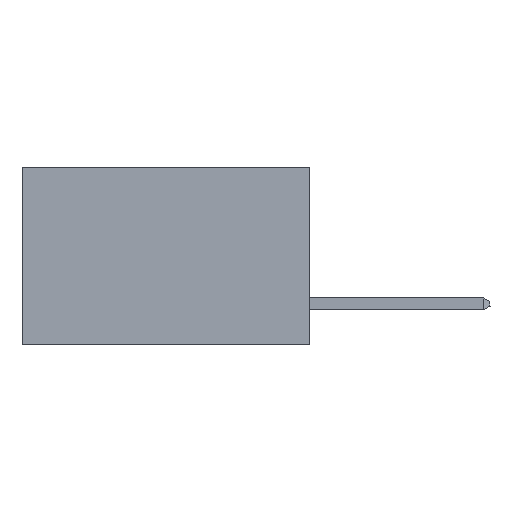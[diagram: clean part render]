
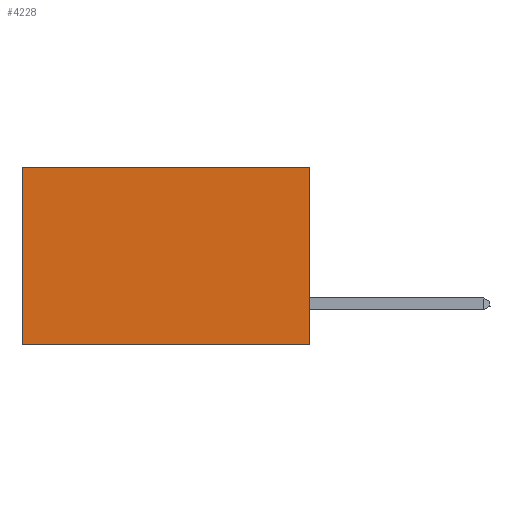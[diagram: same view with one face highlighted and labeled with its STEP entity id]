
A CAD part, left-side view. The second image highlights one B-rep face of the part: STEP entity #4228.
In plain terms, the highlighted planar face has unit normal (-1, 0, 0).
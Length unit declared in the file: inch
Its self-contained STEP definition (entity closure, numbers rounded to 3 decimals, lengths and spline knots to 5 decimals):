
#1170 = DIRECTION ( 'NONE',  ( 0., 0., -1. ) ) ;
#2765 = LINE ( 'NONE', #5533, #24262 ) ;
#2868 = CARTESIAN_POINT ( 'NONE',  ( 0.2875, 0.6, 0. ) ) ;
#3266 = LINE ( 'NONE', #2868, #7695 ) ;
#3642 = PLANE ( 'NONE',  #7333 ) ;
#3955 = VERTEX_POINT ( 'NONE', #9292 ) ;
#4228 = ADVANCED_FACE ( 'NONE', ( #28768 ), #3642, .F. ) ;
#4758 = EDGE_CURVE ( 'NONE', #3955, #13239, #3266, .T. ) ;
#5533 = CARTESIAN_POINT ( 'NONE',  ( 0.2875, 0., 0. ) ) ;
#7214 = ORIENTED_EDGE ( 'NONE', *, *, #24048, .F. ) ;
#7333 = AXIS2_PLACEMENT_3D ( 'NONE', #12167, #20935, #1170 ) ;
#7695 = VECTOR ( 'NONE', #25687, 39.37008 ) ;
#8045 = EDGE_LOOP ( 'NONE', ( #36233, #7214, #26128, #33764 ) ) ;
#9292 = CARTESIAN_POINT ( 'NONE',  ( 0.2875, 0.6, 0. ) ) ;
#9697 = VECTOR ( 'NONE', #27216, 39.37008 ) ;
#12167 = CARTESIAN_POINT ( 'NONE',  ( 0.2875, 0., 0. ) ) ;
#13239 = VERTEX_POINT ( 'NONE', #34441 ) ;
#13760 = EDGE_CURVE ( 'NONE', #15630, #20677, #2765, .T. ) ;
#14095 = LINE ( 'NONE', #17458, #9697 ) ;
#15630 = VERTEX_POINT ( 'NONE', #29680 ) ;
#16027 = EDGE_CURVE ( 'NONE', #15630, #3955, #26730, .T. ) ;
#17458 = CARTESIAN_POINT ( 'NONE',  ( 0.2875, 0., -0.37 ) ) ;
#18608 = CARTESIAN_POINT ( 'NONE',  ( 0.2875, 0., -0.37 ) ) ;
#20677 = VERTEX_POINT ( 'NONE', #18608 ) ;
#20935 = DIRECTION ( 'NONE',  ( 1., 0., 0. ) ) ;
#22701 = DIRECTION ( 'NONE',  ( 0., 1., 0. ) ) ;
#24048 = EDGE_CURVE ( 'NONE', #20677, #13239, #14095, .T. ) ;
#24262 = VECTOR ( 'NONE', #28194, 39.37008 ) ;
#25666 = CARTESIAN_POINT ( 'NONE',  ( 0.2875, 0., 0. ) ) ;
#25687 = DIRECTION ( 'NONE',  ( 0., 0., -1. ) ) ;
#26128 = ORIENTED_EDGE ( 'NONE', *, *, #13760, .F. ) ;
#26730 = LINE ( 'NONE', #25666, #27194 ) ;
#27194 = VECTOR ( 'NONE', #22701, 39.37008 ) ;
#27216 = DIRECTION ( 'NONE',  ( 0., 1., 0. ) ) ;
#28194 = DIRECTION ( 'NONE',  ( 0., 0., -1. ) ) ;
#28768 = FACE_OUTER_BOUND ( 'NONE', #8045, .T. ) ;
#29680 = CARTESIAN_POINT ( 'NONE',  ( 0.2875, 0., 0. ) ) ;
#33764 = ORIENTED_EDGE ( 'NONE', *, *, #16027, .T. ) ;
#34441 = CARTESIAN_POINT ( 'NONE',  ( 0.2875, 0.6, -0.37 ) ) ;
#36233 = ORIENTED_EDGE ( 'NONE', *, *, #4758, .T. ) ;
